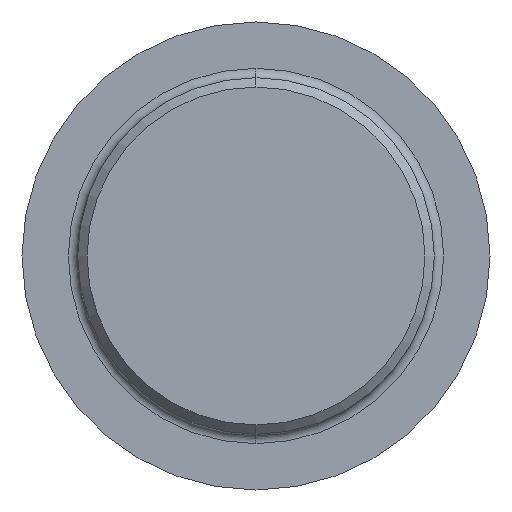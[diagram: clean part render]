
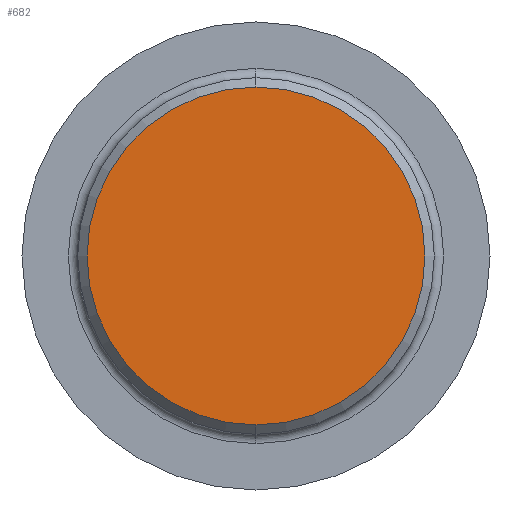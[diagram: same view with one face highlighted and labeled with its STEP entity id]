
A CAD part, left-side view. The second image highlights one B-rep face of the part: STEP entity #682.
In plain terms, the highlighted planar face has unit normal (-1, 0, 0).
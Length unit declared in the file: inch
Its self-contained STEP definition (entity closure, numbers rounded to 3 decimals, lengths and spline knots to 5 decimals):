
#23 = DIRECTION ( 'NONE',  ( 0., 0., 1. ) ) ;
#31 = DIRECTION ( 'NONE',  ( -1., 0., 0. ) ) ;
#42 = CARTESIAN_POINT ( 'NONE',  ( 0., 0., 0. ) ) ;
#76 = FACE_OUTER_BOUND ( 'NONE', #780, .T. ) ;
#281 = CARTESIAN_POINT ( 'NONE',  ( 0., 0., 0.35531 ) ) ;
#511 = VERTEX_POINT ( 'NONE', #1027 ) ;
#546 = AXIS2_PLACEMENT_3D ( 'NONE', #750, #749, #748 ) ;
#566 = ORIENTED_EDGE ( 'NONE', *, *, #1146, .T. ) ;
#630 = CIRCLE ( 'NONE', #546, 0.35531 ) ;
#682 = ADVANCED_FACE ( 'NONE', ( #76 ), #722, .T. ) ;
#684 = DIRECTION ( 'NONE',  ( 0., 0., 1. ) ) ;
#695 = DIRECTION ( 'NONE',  ( -1., 0., 0. ) ) ;
#719 = CARTESIAN_POINT ( 'NONE',  ( 0., 0., 0. ) ) ;
#722 = PLANE ( 'NONE',  #892 ) ;
#742 = AXIS2_PLACEMENT_3D ( 'NONE', #42, #31, #23 ) ;
#748 = DIRECTION ( 'NONE',  ( 0., 0., 1. ) ) ;
#749 = DIRECTION ( 'NONE',  ( -1., 0., 0. ) ) ;
#750 = CARTESIAN_POINT ( 'NONE',  ( 0., 0., 0. ) ) ;
#778 = ORIENTED_EDGE ( 'NONE', *, *, #1399, .T. ) ;
#780 = EDGE_LOOP ( 'NONE', ( #778, #566 ) ) ;
#892 = AXIS2_PLACEMENT_3D ( 'NONE', #719, #695, #684 ) ;
#1002 = VERTEX_POINT ( 'NONE', #281 ) ;
#1027 = CARTESIAN_POINT ( 'NONE',  ( 0., 0., -0.35531 ) ) ;
#1146 = EDGE_CURVE ( 'NONE', #1002, #511, #1257, .T. ) ;
#1257 = CIRCLE ( 'NONE', #742, 0.35531 ) ;
#1399 = EDGE_CURVE ( 'NONE', #511, #1002, #630, .T. ) ;
